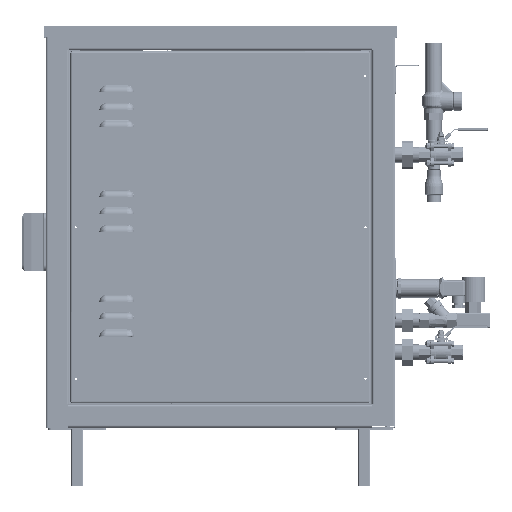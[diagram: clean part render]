
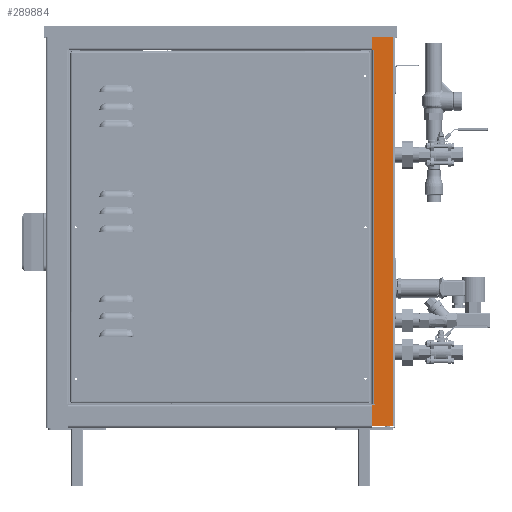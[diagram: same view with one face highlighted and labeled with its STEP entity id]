
A CAD part, top view. The second image highlights one B-rep face of the part: STEP entity #289884.
In plain terms, the highlighted planar face has unit normal (0, 0, 1).
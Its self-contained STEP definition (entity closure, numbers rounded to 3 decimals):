
#1588 = ORIENTED_EDGE ( 'NONE', *, *, #217325, .F. ) ;
#8416 = EDGE_CURVE ( 'NONE', #189745, #237985, #352494, .T. ) ;
#8758 = CARTESIAN_POINT ( 'NONE',  ( 219.207, -12.048, 801.5 ) ) ;
#14711 = LINE ( 'NONE', #134768, #156574 ) ;
#16777 = FACE_OUTER_BOUND ( 'NONE', #278538, .T. ) ;
#17603 = VECTOR ( 'NONE', #412529, 1000. ) ;
#33342 = CARTESIAN_POINT ( 'NONE',  ( 219.207, 635.403, 801.5 ) ) ;
#39143 = LINE ( 'NONE', #102357, #115005 ) ;
#47046 = VERTEX_POINT ( 'NONE', #8758 ) ;
#52705 = VECTOR ( 'NONE', #306808, 1000. ) ;
#56906 = VECTOR ( 'NONE', #301860, 1000. ) ;
#59828 = VECTOR ( 'NONE', #234109, 1000. ) ;
#60132 = CARTESIAN_POINT ( 'NONE',  ( 257.707, -15.097, 801.5 ) ) ;
#69240 = CARTESIAN_POINT ( 'NONE',  ( 219.207, 671.855, 801.5 ) ) ;
#70085 = LINE ( 'NONE', #268264, #59828 ) ;
#70472 = VERTEX_POINT ( 'NONE', #227673 ) ;
#71410 = DIRECTION ( 'NONE',  ( 0., 1., 0. ) ) ;
#74044 = CARTESIAN_POINT ( 'NONE',  ( 219.207, 24.403, 801.5 ) ) ;
#74744 = VERTEX_POINT ( 'NONE', #329688 ) ;
#74819 = CARTESIAN_POINT ( 'NONE',  ( 219.207, 671.855, 801.5 ) ) ;
#76185 = CARTESIAN_POINT ( 'NONE',  ( 223.207, 24.653, 801.5 ) ) ;
#79315 = ORIENTED_EDGE ( 'NONE', *, *, #295297, .T. ) ;
#81594 = AXIS2_PLACEMENT_3D ( 'NONE', #94414, #321450, #126900 ) ;
#83727 = AXIS2_PLACEMENT_3D ( 'NONE', #60132, #287185, #92694 ) ;
#85518 = EDGE_CURVE ( 'NONE', #70472, #189745, #88470, .T. ) ;
#88470 = CIRCLE ( 'NONE', #81594, 0.25 ) ;
#92694 = DIRECTION ( 'NONE',  ( -1., 0., 0. ) ) ;
#92761 = CARTESIAN_POINT ( 'NONE',  ( 222.707, 24.903, 801.5 ) ) ;
#94414 = CARTESIAN_POINT ( 'NONE',  ( 223.207, 635.153, 801.5 ) ) ;
#97236 = EDGE_CURVE ( 'NONE', #47046, #299932, #301582, .T. ) ;
#100677 = LINE ( 'NONE', #231414, #349423 ) ;
#102357 = CARTESIAN_POINT ( 'NONE',  ( 219.207, 674.903, 801.5 ) ) ;
#108745 = DIRECTION ( 'NONE',  ( -1., 0., 0. ) ) ;
#112155 = AXIS2_PLACEMENT_3D ( 'NONE', #76185, #303240, #108745 ) ;
#114186 = VERTEX_POINT ( 'NONE', #414983 ) ;
#115001 = ORIENTED_EDGE ( 'NONE', *, *, #350613, .F. ) ;
#115005 = VECTOR ( 'NONE', #329420, 1000. ) ;
#118108 = EDGE_CURVE ( 'NONE', #276719, #74744, #176162, .T. ) ;
#118925 = ORIENTED_EDGE ( 'NONE', *, *, #85518, .F. ) ;
#126900 = DIRECTION ( 'NONE',  ( 1., 0., 0. ) ) ;
#134768 = CARTESIAN_POINT ( 'NONE',  ( 219.207, 24.903, 801.5 ) ) ;
#141173 = VERTEX_POINT ( 'NONE', #92761 ) ;
#146003 = CARTESIAN_POINT ( 'NONE',  ( 222.707, -15.097, 801.5 ) ) ;
#147621 = CARTESIAN_POINT ( 'NONE',  ( 219.207, -12.048, 801.5 ) ) ;
#148003 = LINE ( 'NONE', #270818, #213985 ) ;
#156574 = VECTOR ( 'NONE', #394527, 1000. ) ;
#169349 = CARTESIAN_POINT ( 'NONE',  ( 223.207, 24.403, 801.5 ) ) ;
#174453 = ORIENTED_EDGE ( 'NONE', *, *, #97236, .T. ) ;
#176162 = CIRCLE ( 'NONE', #112155, 0.25 ) ;
#176957 = VERTEX_POINT ( 'NONE', #74044 ) ;
#178773 = DIRECTION ( 'NONE',  ( 0., -1., 0. ) ) ;
#180306 = EDGE_CURVE ( 'NONE', #318385, #70472, #100677, .T. ) ;
#181635 = CARTESIAN_POINT ( 'NONE',  ( 222.707, 634.903, 801.5 ) ) ;
#189599 = VECTOR ( 'NONE', #178773, 1000. ) ;
#189745 = VERTEX_POINT ( 'NONE', #221939 ) ;
#198944 = VECTOR ( 'NONE', #71410, 1000. ) ;
#207075 = ORIENTED_EDGE ( 'NONE', *, *, #267037, .T. ) ;
#212363 = ORIENTED_EDGE ( 'NONE', *, *, #350160, .T. ) ;
#213985 = VECTOR ( 'NONE', #238021, 1000. ) ;
#217325 = EDGE_CURVE ( 'NONE', #176957, #276719, #148003, .T. ) ;
#218165 = CARTESIAN_POINT ( 'NONE',  ( 223.207, 635.403, 801.5 ) ) ;
#221939 = CARTESIAN_POINT ( 'NONE',  ( 223.207, 635.403, 801.5 ) ) ;
#227673 = CARTESIAN_POINT ( 'NONE',  ( 223.207, 634.903, 801.5 ) ) ;
#230293 = ORIENTED_EDGE ( 'NONE', *, *, #8416, .F. ) ;
#231414 = CARTESIAN_POINT ( 'NONE',  ( 219.207, 634.903, 801.5 ) ) ;
#234109 = DIRECTION ( 'NONE',  ( 0., -1., 0. ) ) ;
#237985 = VERTEX_POINT ( 'NONE', #33342 ) ;
#238021 = DIRECTION ( 'NONE',  ( 1., 0., 0. ) ) ;
#240997 = VERTEX_POINT ( 'NONE', #69240 ) ;
#244536 = LINE ( 'NONE', #265802, #198944 ) ;
#264193 = DIRECTION ( 'NONE',  ( 1., 0., 0. ) ) ;
#265802 = CARTESIAN_POINT ( 'NONE',  ( 255.707, 671.855, 801.5 ) ) ;
#267037 = EDGE_CURVE ( 'NONE', #299932, #114186, #244536, .T. ) ;
#268264 = CARTESIAN_POINT ( 'NONE',  ( 219.207, 674.903, 801.5 ) ) ;
#270818 = CARTESIAN_POINT ( 'NONE',  ( 223.207, 24.403, 801.5 ) ) ;
#276719 = VERTEX_POINT ( 'NONE', #169349 ) ;
#278538 = EDGE_LOOP ( 'NONE', ( #174453, #207075, #115001, #79315, #230293, #118925, #363298, #212363, #416358, #393397, #1588, #287923 ) ) ;
#286171 = LINE ( 'NONE', #146003, #189599 ) ;
#287185 = DIRECTION ( 'NONE',  ( 0., 0., -1. ) ) ;
#287923 = ORIENTED_EDGE ( 'NONE', *, *, #364441, .T. ) ;
#289884 = ADVANCED_FACE ( 'NONE', ( #16777 ), #350952, .F. ) ;
#295297 = EDGE_CURVE ( 'NONE', #240997, #237985, #39143, .T. ) ;
#299932 = VERTEX_POINT ( 'NONE', #324503 ) ;
#301582 = LINE ( 'NONE', #147621, #52705 ) ;
#301860 = DIRECTION ( 'NONE',  ( 1., 0., 0. ) ) ;
#303240 = DIRECTION ( 'NONE',  ( 0., 0., 1. ) ) ;
#306808 = DIRECTION ( 'NONE',  ( 1., 0., 0. ) ) ;
#315895 = LINE ( 'NONE', #74819, #56906 ) ;
#318385 = VERTEX_POINT ( 'NONE', #181635 ) ;
#321450 = DIRECTION ( 'NONE',  ( 0., 0., 1. ) ) ;
#324503 = CARTESIAN_POINT ( 'NONE',  ( 255.707, -12.048, 801.5 ) ) ;
#329420 = DIRECTION ( 'NONE',  ( 0., -1., 0. ) ) ;
#329688 = CARTESIAN_POINT ( 'NONE',  ( 223.207, 24.903, 801.5 ) ) ;
#349423 = VECTOR ( 'NONE', #264193, 1000. ) ;
#350160 = EDGE_CURVE ( 'NONE', #318385, #141173, #286171, .T. ) ;
#350613 = EDGE_CURVE ( 'NONE', #240997, #114186, #315895, .T. ) ;
#350952 = PLANE ( 'NONE',  #83727 ) ;
#352494 = LINE ( 'NONE', #218165, #17603 ) ;
#356040 = EDGE_CURVE ( 'NONE', #74744, #141173, #14711, .T. ) ;
#363298 = ORIENTED_EDGE ( 'NONE', *, *, #180306, .F. ) ;
#364441 = EDGE_CURVE ( 'NONE', #176957, #47046, #70085, .T. ) ;
#393397 = ORIENTED_EDGE ( 'NONE', *, *, #118108, .F. ) ;
#394527 = DIRECTION ( 'NONE',  ( -1., 0., 0. ) ) ;
#412529 = DIRECTION ( 'NONE',  ( -1., 0., 0. ) ) ;
#414983 = CARTESIAN_POINT ( 'NONE',  ( 255.707, 671.855, 801.5 ) ) ;
#416358 = ORIENTED_EDGE ( 'NONE', *, *, #356040, .F. ) ;
